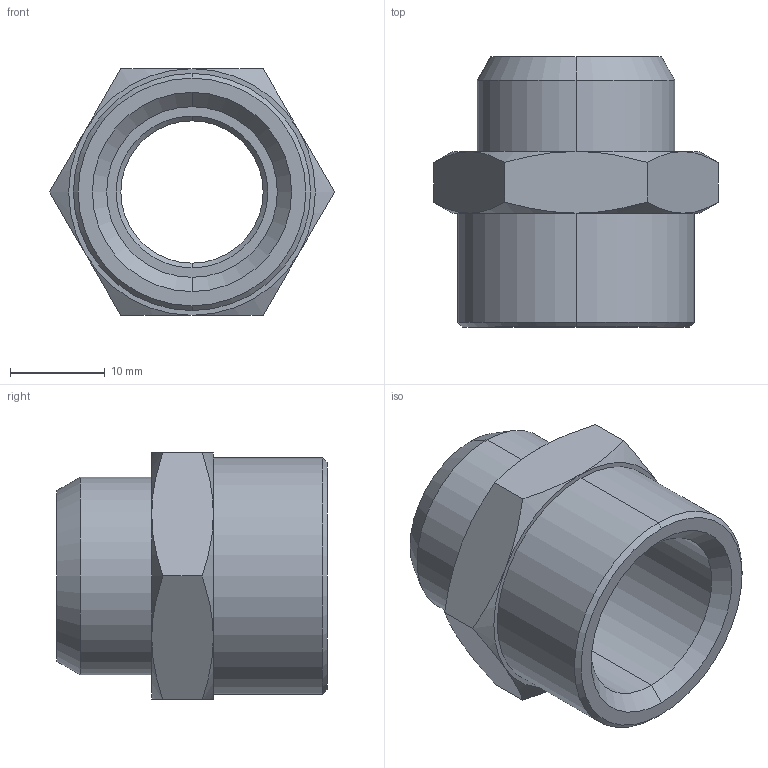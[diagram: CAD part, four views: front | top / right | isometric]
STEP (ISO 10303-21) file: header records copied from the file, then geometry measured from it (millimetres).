
FILE_DESCRIPTION (( 'STEP AP214' ), '1' );
FILE_NAME ('DRF.MF0404.STEP', '2018-09-03T10:13:32', ( '' ), ( '' ), 'SwSTEP 2.0', 'SolidWorks 2018', '' );
FILE_SCHEMA (( 'AUTOMOTIVE_DESIGN' ));
Length unit declared in the file: millimetre
Products named in the file (1): DRF.MF0404
Bounding box: 30.02 x 28.5 x 26 mm (x, y, z)
Volume: 6597.6 mm3; surface area: 4267.6 mm2
Topology: 1 solids, 1 shells, 42 faces, 88 edges, 51 vertices
Faces by surface type: cone 23, plane 11, cylinder 8
Entity records: 1261 total; most frequent: CARTESIAN_POINT 302, DIRECTION 189, ORIENTED_EDGE 176, EDGE_CURVE 88, AXIS2_PLACEMENT_3D 82, VERTEX_POINT 51, EDGE_LOOP 47, FACE_OUTER_BOUND 42
